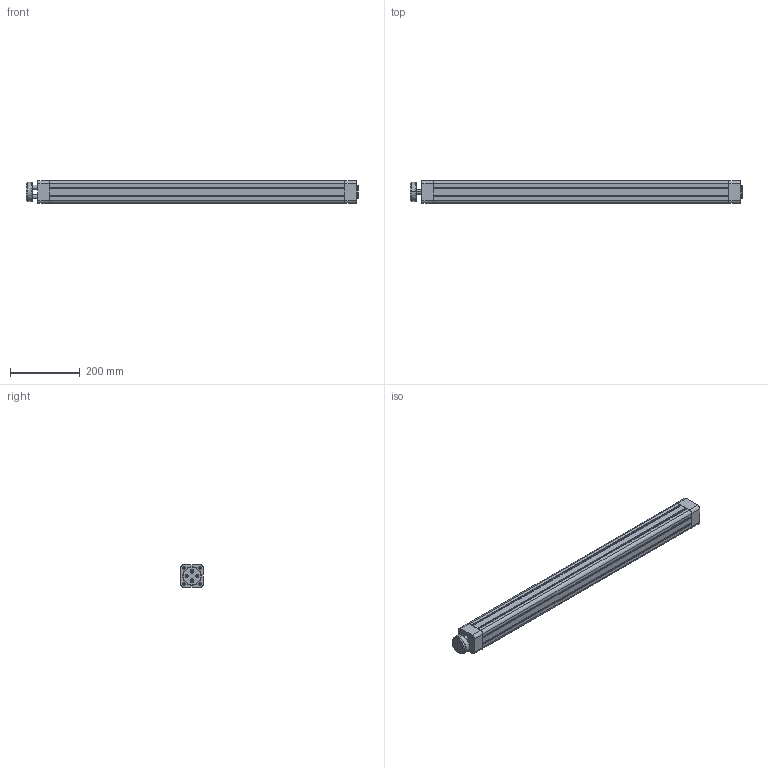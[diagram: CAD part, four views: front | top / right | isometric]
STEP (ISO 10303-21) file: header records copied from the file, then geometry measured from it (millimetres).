
FILE_DESCRIPTION (( 'STEP AP214' ), '1' );
FILE_NAME ('PTR50-800CYLINDER.STEP', '2010-09-20T08:30:11', ( '' ), ( '' ), 'SwSTEP 2.0', 'SolidWorks 2010', '' );
FILE_SCHEMA (( 'AUTOMOTIVE_DESIGN' ));
Length unit declared in the file: millimetre
Products named in the file (7): 50  ARKA  KAPAK; ISO 50 BORU; 50   烰  KAPAK; ÇAP 50  ÖZEL  ORTA PÝSTON; 50   M尳 UCU YATAKLAMA; M6x20  MÝL UCU YATAKLAMA  ÝMBUSU; PTR50-800CYLINDER
Assembly tree (7 placements, depth 2):
  PTR50-800CYLINDER
    ISO 50 BORU
    50  ARKA  KAPAK
    50   烰  KAPAK
    ÇAP 50  ÖZEL  ORTA PÝSTON
    50   M尳 UCU YATAKLAMA
    M6x20  MÝL UCU YATAKLAMA  ÝMBUSU  x2
Bounding box: 954 x 65 x 65 mm (x, y, z)
Volume: 2041163.9 mm3; surface area: 614727.2 mm2
Topology: 7 solids, 7 shells, 286 faces, 674 edges, 420 vertices
Faces by surface type: plane 128, cylinder 90, cone 60, torus 8
Entity records: 8084 total; most frequent: DIRECTION 1388, CARTESIAN_POINT 1262, ORIENTED_EDGE 1216, EDGE_CURVE 608, AXIS2_PLACEMENT_3D 511, VERTEX_POINT 385, LINE 366, VECTOR 366
